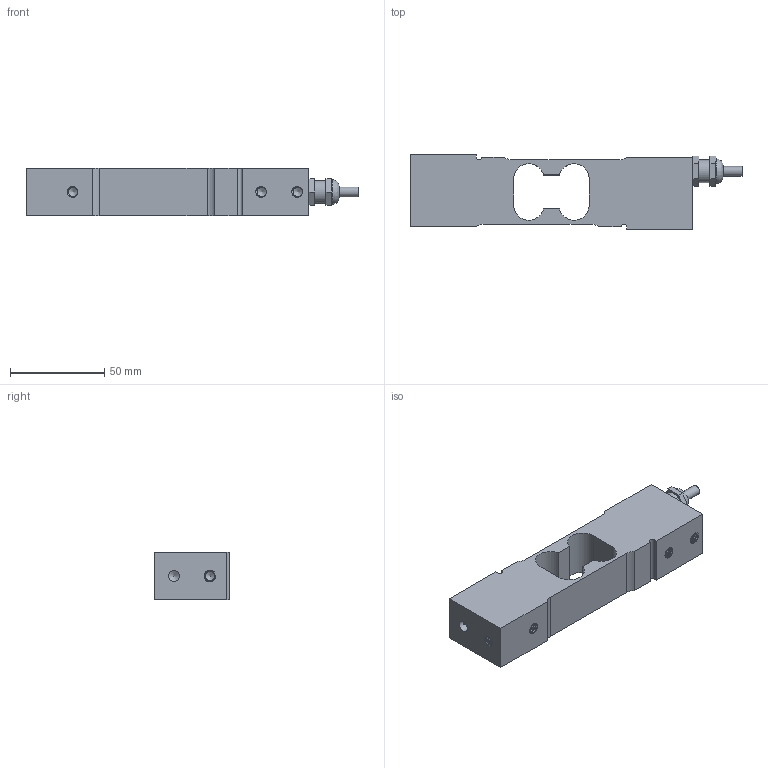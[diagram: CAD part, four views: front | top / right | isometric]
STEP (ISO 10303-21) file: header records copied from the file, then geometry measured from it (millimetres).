
FILE_DESCRIPTION(/* description */ (''),/* implementation_level */ '2;1');
FILE_NAME(/* name */ '108TSUN-(5-150)kg v2.step',/* time_stamp */ '2020-01-28T15:29:03-08:00',/* author */ (''),/* organization */ (''),/* preprocessor_version */ 'ST-DEVELOPER v18',/* originating_system */ 'Autodesk Translation Framework v8.12.0.6',/* authorisation */ '');
FILE_SCHEMA (('AUTOMOTIVE_DESIGN { 1 0 10303 214 3 1 1 }'));
Length unit declared in the file: millimetre
Products named in the file (2): 108TSUN-(5-150)kg; Connector
Assembly tree (1 placements, depth 2):
  108TSUN-(5-150)kg
    Connector
Bounding box: 176.03 x 40 x 25.4 mm (x, y, z)
Volume: 113227.1 mm3; surface area: 26890 mm2
Topology: 2 solids, 2 shells, 288 faces, 761 edges, 481 vertices
Faces by surface type: cylinder 210, plane 47, bspline 23, cone 8
Full cylindrical faces by diameter (mm): 5.1 x1, 5.118 x76, 6 x1, 6.35 x84, 10 x1, 12 x2, 13 x1
Entity records: 18743 total; most frequent: CARTESIAN_POINT 12413, ORIENTED_EDGE 1506, DIRECTION 971, EDGE_CURVE 753, VERTEX_POINT 481, B_SPLINE_CURVE_WITH_KNOTS 392, AXIS2_PLACEMENT_3D 342, EDGE_LOOP 304
